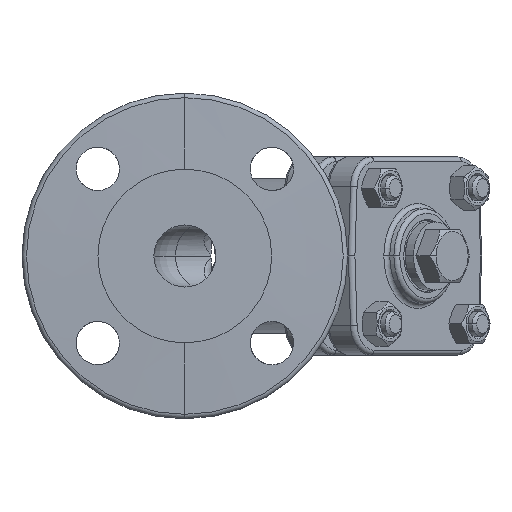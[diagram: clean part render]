
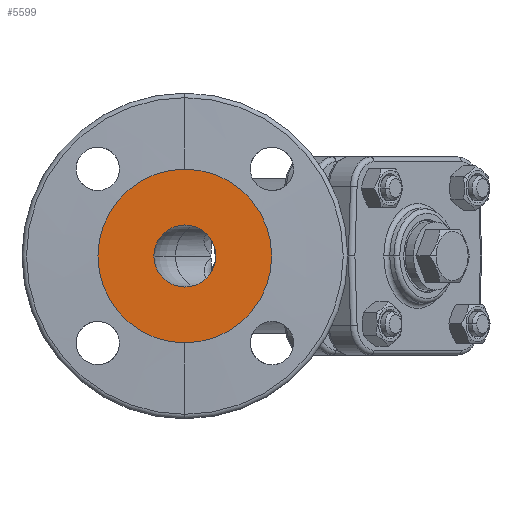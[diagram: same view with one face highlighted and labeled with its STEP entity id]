
A CAD part, left-side view. The second image highlights one B-rep face of the part: STEP entity #5599.
In plain terms, the highlighted planar face has unit normal (-1, 0, 0).
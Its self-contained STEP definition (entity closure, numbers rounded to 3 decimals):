
#2008 = CIRCLE ( 'NONE', #16276, 10. ) ;
#3503 = CARTESIAN_POINT ( 'NONE',  ( -150., 0., 0. ) ) ;
#3505 = DIRECTION ( 'NONE',  ( 1., 0., 0. ) ) ;
#3506 = DIRECTION ( 'NONE',  ( 0., 0., -1. ) ) ;
#4156 = CARTESIAN_POINT ( 'NONE',  ( -150., -10., 0. ) ) ;
#4163 = CARTESIAN_POINT ( 'NONE',  ( -150., 10., 0. ) ) ;
#4298 = CARTESIAN_POINT ( 'NONE',  ( -150., 0., -28. ) ) ;
#4299 = CARTESIAN_POINT ( 'NONE',  ( -150., 0., 28. ) ) ;
#5599 = ADVANCED_FACE ( 'NONE', ( #10282, #10290 ), #16728, .F. ) ;
#5718 = EDGE_LOOP ( 'NONE', ( #7424, #7425 ) ) ;
#5739 = EDGE_LOOP ( 'NONE', ( #7422, #7423 ) ) ;
#7422 = ORIENTED_EDGE ( 'NONE', *, *, #8516, .T. ) ;
#7423 = ORIENTED_EDGE ( 'NONE', *, *, #8568, .T. ) ;
#7424 = ORIENTED_EDGE ( 'NONE', *, *, #9447, .T. ) ;
#7425 = ORIENTED_EDGE ( 'NONE', *, *, #8573, .T. ) ;
#8516 = EDGE_CURVE ( 'NONE', #18341, #18340, #10526, .T. ) ;
#8568 = EDGE_CURVE ( 'NONE', #18340, #18341, #10572, .T. ) ;
#8573 = EDGE_CURVE ( 'NONE', #18205, #18198, #10577, .T. ) ;
#9447 = EDGE_CURVE ( 'NONE', #18198, #18205, #2008, .T. ) ;
#10282 = FACE_OUTER_BOUND ( 'NONE', #5739, .T. ) ;
#10290 = FACE_BOUND ( 'NONE', #5718, .T. ) ;
#10526 = CIRCLE ( 'NONE', #15860, 28. ) ;
#10572 = CIRCLE ( 'NONE', #15877, 28. ) ;
#10577 = CIRCLE ( 'NONE', #15884, 10. ) ;
#15773 = AXIS2_PLACEMENT_3D ( 'NONE', #16727, #16730, #16731 ) ;
#15860 = AXIS2_PLACEMENT_3D ( 'NONE', #31419, #31421, #31422 ) ;
#15877 = AXIS2_PLACEMENT_3D ( 'NONE', #31853, #31854, #31855 ) ;
#15884 = AXIS2_PLACEMENT_3D ( 'NONE', #31867, #31876, #31877 ) ;
#16276 = AXIS2_PLACEMENT_3D ( 'NONE', #3503, #3505, #3506 ) ;
#16727 = CARTESIAN_POINT ( 'NONE',  ( -150., 0., 0. ) ) ;
#16728 = PLANE ( 'NONE',  #15773 ) ;
#16730 = DIRECTION ( 'NONE',  ( 1., 0., 0. ) ) ;
#16731 = DIRECTION ( 'NONE',  ( 0., 0., -1. ) ) ;
#18198 = VERTEX_POINT ( 'NONE', #4156 ) ;
#18205 = VERTEX_POINT ( 'NONE', #4163 ) ;
#18340 = VERTEX_POINT ( 'NONE', #4298 ) ;
#18341 = VERTEX_POINT ( 'NONE', #4299 ) ;
#31419 = CARTESIAN_POINT ( 'NONE',  ( -150., 0., 0. ) ) ;
#31421 = DIRECTION ( 'NONE',  ( -1., 0., 0. ) ) ;
#31422 = DIRECTION ( 'NONE',  ( 0., 0., 1. ) ) ;
#31853 = CARTESIAN_POINT ( 'NONE',  ( -150., 0., 0. ) ) ;
#31854 = DIRECTION ( 'NONE',  ( -1., 0., 0. ) ) ;
#31855 = DIRECTION ( 'NONE',  ( 0., 0., 1. ) ) ;
#31867 = CARTESIAN_POINT ( 'NONE',  ( -150., 0., 0. ) ) ;
#31876 = DIRECTION ( 'NONE',  ( 1., 0., 0. ) ) ;
#31877 = DIRECTION ( 'NONE',  ( 0., 0., -1. ) ) ;
